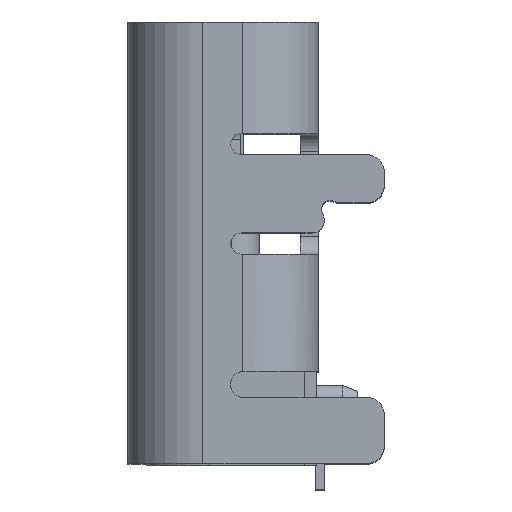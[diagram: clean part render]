
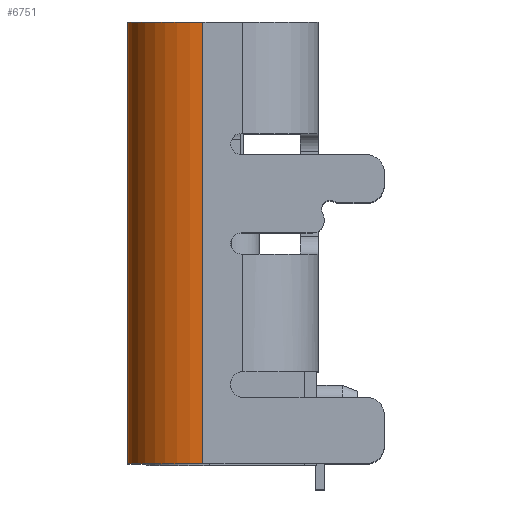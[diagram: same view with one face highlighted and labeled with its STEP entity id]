
A CAD part, top view. The second image highlights one B-rep face of the part: STEP entity #6751.
In plain terms, the highlighted cylindrical face has radius 1.25 mm (diameter 2.5 mm), a partial arc.
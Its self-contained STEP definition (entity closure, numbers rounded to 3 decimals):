
#243 = CYLINDRICAL_SURFACE ( 'NONE', #24968, 1.25 ) ;
#433 = EDGE_CURVE ( 'NONE', #22674, #23382, #14040, .T. ) ;
#1121 = DIRECTION ( 'NONE',  ( 0., 1., 0. ) ) ;
#2046 = DIRECTION ( 'NONE',  ( -1., 0., 0. ) ) ;
#2148 = DIRECTION ( 'NONE',  ( 0., 0., -1. ) ) ;
#2364 = CARTESIAN_POINT ( 'NONE',  ( 0.94, 7.28, 0.32 ) ) ;
#2400 = CARTESIAN_POINT ( 'NONE',  ( 0.94, 7.28, -0.93 ) ) ;
#3562 = AXIS2_PLACEMENT_3D ( 'NONE', #12336, #16898, #2046 ) ;
#3774 = DIRECTION ( 'NONE',  ( 0., -1., 0. ) ) ;
#3890 = LINE ( 'NONE', #20210, #7299 ) ;
#5802 = ORIENTED_EDGE ( 'NONE', *, *, #12919, .F. ) ;
#6692 = CARTESIAN_POINT ( 'NONE',  ( 0.94, -0.045, 0.32 ) ) ;
#6751 = ADVANCED_FACE ( 'NONE', ( #22958 ), #243, .T. ) ;
#7299 = VECTOR ( 'NONE', #26429, 1000. ) ;
#7475 = CIRCLE ( 'NONE', #3562, 1.25 ) ;
#10967 = VERTEX_POINT ( 'NONE', #19932 ) ;
#11743 = ORIENTED_EDGE ( 'NONE', *, *, #15062, .T. ) ;
#12336 = CARTESIAN_POINT ( 'NONE',  ( 0.94, -0.045, -0.93 ) ) ;
#12919 = EDGE_CURVE ( 'NONE', #10967, #22674, #22809, .T. ) ;
#13001 = CARTESIAN_POINT ( 'NONE',  ( -0.31, -0.045, -0.93 ) ) ;
#13054 = CARTESIAN_POINT ( 'NONE',  ( 0.94, 7.28, -0.93 ) ) ;
#13229 = VECTOR ( 'NONE', #3774, 1000. ) ;
#13937 = ORIENTED_EDGE ( 'NONE', *, *, #433, .F. ) ;
#14040 = LINE ( 'NONE', #2364, #13229 ) ;
#15062 = EDGE_CURVE ( 'NONE', #16016, #23382, #7475, .T. ) ;
#15287 = CARTESIAN_POINT ( 'NONE',  ( 0.94, 7.28, 0.32 ) ) ;
#16016 = VERTEX_POINT ( 'NONE', #13001 ) ;
#16898 = DIRECTION ( 'NONE',  ( 0., 1., 0. ) ) ;
#17511 = ORIENTED_EDGE ( 'NONE', *, *, #19588, .F. ) ;
#19588 = EDGE_CURVE ( 'NONE', #16016, #10967, #3890, .T. ) ;
#19757 = AXIS2_PLACEMENT_3D ( 'NONE', #13054, #1121, #21807 ) ;
#19932 = CARTESIAN_POINT ( 'NONE',  ( -0.31, 7.28, -0.93 ) ) ;
#20210 = CARTESIAN_POINT ( 'NONE',  ( -0.31, -0.045, -0.93 ) ) ;
#20653 = DIRECTION ( 'NONE',  ( 0., -1., 0. ) ) ;
#21807 = DIRECTION ( 'NONE',  ( -1., 0., 0. ) ) ;
#22674 = VERTEX_POINT ( 'NONE', #15287 ) ;
#22809 = CIRCLE ( 'NONE', #19757, 1.25 ) ;
#22958 = FACE_OUTER_BOUND ( 'NONE', #26202, .T. ) ;
#23382 = VERTEX_POINT ( 'NONE', #6692 ) ;
#24968 = AXIS2_PLACEMENT_3D ( 'NONE', #2400, #20653, #2148 ) ;
#26202 = EDGE_LOOP ( 'NONE', ( #11743, #13937, #5802, #17511 ) ) ;
#26429 = DIRECTION ( 'NONE',  ( 0., 1., 0. ) ) ;
